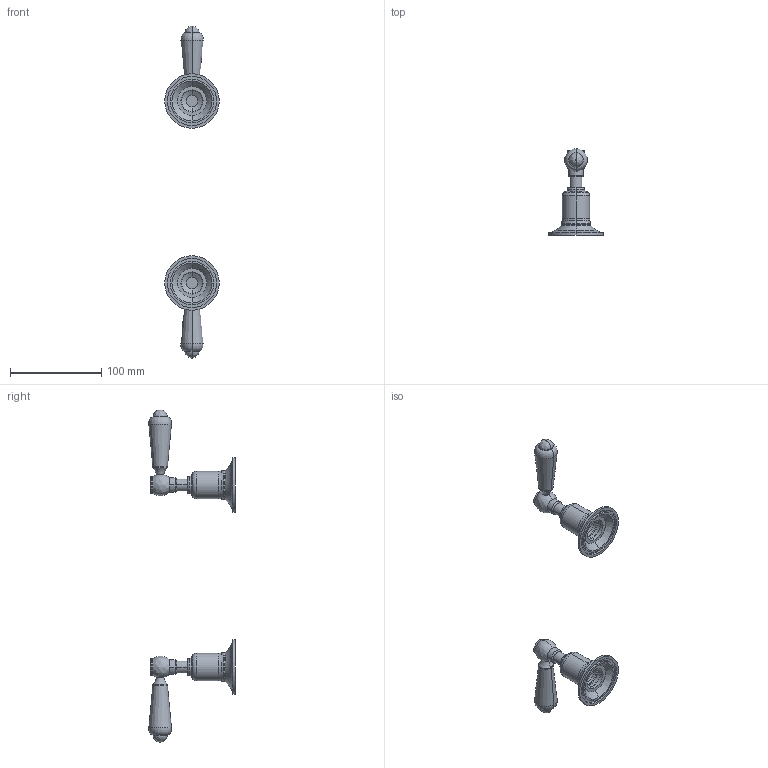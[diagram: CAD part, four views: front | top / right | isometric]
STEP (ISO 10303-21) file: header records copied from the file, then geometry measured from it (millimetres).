
FILE_DESCRIPTION((''),'2;1');
FILE_NAME('85089_ASM','2018-08-12T',('MQ'),(''),'PRO/ENGINEER BY PARAMETRIC TECHNOLOGY CORPORATION, 2012130','PRO/ENGINEER BY PARAMETRIC TECHNOLOGY CORPORATION, 2012130','');
FILE_SCHEMA(('CONFIG_CONTROL_DESIGN'));
Length unit declared in the file: millimetre
Products named in the file (7): MANIFOLD_SOLID_BREP_179; MANIFOLD_SOLID_BREP_185; MANIFOLD_SOLID_BREP_189; MANIFOLD_SOLID_BREP_190; ADMI2EE448WE_ASM; YIZHI-NEW-3NEW; 85089_ASM
Assembly tree (7 placements, depth 3):
  85089_ASM
    ADMI2EE448WE_ASM
      MANIFOLD_SOLID_BREP_179
      MANIFOLD_SOLID_BREP_185
      MANIFOLD_SOLID_BREP_189
      MANIFOLD_SOLID_BREP_190
    YIZHI-NEW-3NEW  x2
Bounding box: 60 x 95 x 364.82 mm (x, y, z)
Volume: 97793.7 mm3; surface area: 44288 mm2
Topology: 8 solids, 8 shells, 194 faces, 390 edges, 226 vertices
Faces by surface type: cylinder 60, torus 60, plane 34, cone 24, bspline 12, revolution 4
Entity records: 4610 total; most frequent: CARTESIAN_POINT 921, DIRECTION 900, ORIENTED_EDGE 638, AXIS2_PLACEMENT_3D 412, EDGE_CURVE 319, CIRCLE 241, VERTEX_POINT 187, EDGE_LOOP 184
